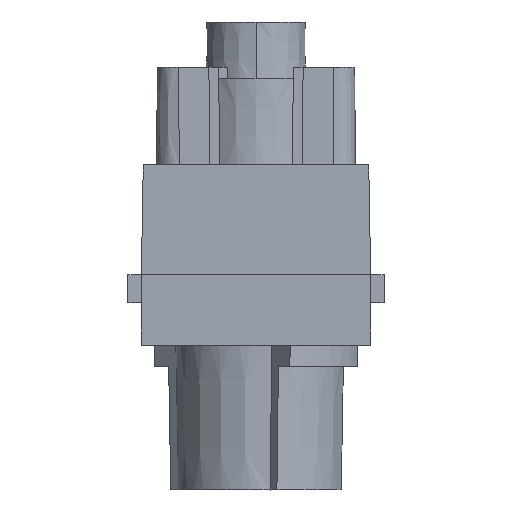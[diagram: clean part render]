
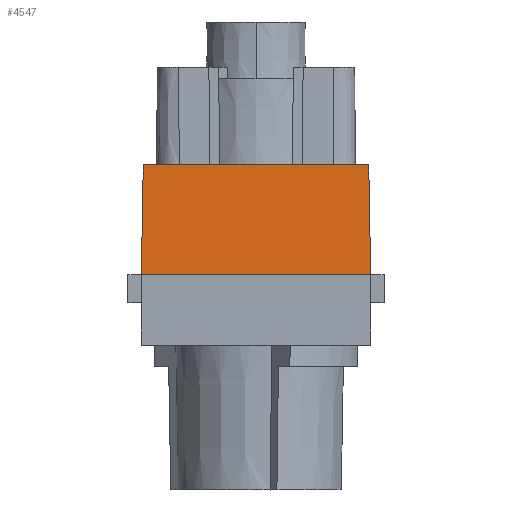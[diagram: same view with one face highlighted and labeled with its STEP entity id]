
A CAD part, left-side view. The second image highlights one B-rep face of the part: STEP entity #4547.
In plain terms, the highlighted planar face has unit normal (-1, 0, 0.018).
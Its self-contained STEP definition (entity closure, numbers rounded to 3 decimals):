
#4534=AXIS2_PLACEMENT_3D('Plane Axis2P3D',#4531,#4532,#4533) ;
#1105=CARTESIAN_POINT('Vertex',(0.253,31.822,42.95)) ;
#1108=CARTESIAN_POINT('Line Origine',(0.253,16.925,42.95)) ;
#1112=CARTESIAN_POINT('Vertex',(0.253,2.028,42.95)) ;
#4172=CARTESIAN_POINT('Vertex',(0.,32.075,28.45)) ;
#4179=CARTESIAN_POINT('Vertex',(0.,1.775,28.45)) ;
#4182=CARTESIAN_POINT('Line Origine',(0.,16.925,28.45)) ;
#4518=CARTESIAN_POINT('Line Origine',(0.127,1.902,35.7)) ;
#4531=CARTESIAN_POINT('Axis2P3D Location',(0.,57.465,28.45)) ;
#4536=CARTESIAN_POINT('Line Origine',(0.127,31.948,35.7)) ;
#1109=DIRECTION('Vector Direction',(0.,-1.,0.)) ;
#4183=DIRECTION('Vector Direction',(0.,-1.,0.)) ;
#4519=DIRECTION('Vector Direction',(0.017,0.017,1.)) ;
#4532=DIRECTION('Axis2P3D Direction',(1.,0.,-0.017)) ;
#4533=DIRECTION('Axis2P3D XDirection',(0.017,0.,1.)) ;
#4537=DIRECTION('Vector Direction',(0.017,-0.017,1.)) ;
#1110=VECTOR('Line Direction',#1109,1.) ;
#4184=VECTOR('Line Direction',#4183,1.) ;
#4520=VECTOR('Line Direction',#4519,1.) ;
#4538=VECTOR('Line Direction',#4537,1.) ;
#4542=ORIENTED_EDGE('',*,*,#1114,.F.) ;
#4543=ORIENTED_EDGE('',*,*,#4540,.F.) ;
#4544=ORIENTED_EDGE('',*,*,#4186,.T.) ;
#4545=ORIENTED_EDGE('',*,*,#4522,.T.) ;
#4547=ADVANCED_FACE('Hauptkoerper',(#4546),#4535,.F.) ;
#1114=EDGE_CURVE('',#1106,#1113,#1111,.T.) ;
#4186=EDGE_CURVE('',#4173,#4180,#4185,.T.) ;
#4522=EDGE_CURVE('',#4180,#1113,#4521,.T.) ;
#4540=EDGE_CURVE('',#4173,#1106,#4539,.T.) ;
#4541=EDGE_LOOP('',(#4542,#4543,#4544,#4545)) ;
#4546=FACE_OUTER_BOUND('',#4541,.T.) ;
#1111=LINE('Line',#1108,#1110) ;
#4185=LINE('Line',#4182,#4184) ;
#4521=LINE('Line',#4518,#4520) ;
#4539=LINE('Line',#4536,#4538) ;
#4535=PLANE('',#4534) ;
#1106=VERTEX_POINT('',#1105) ;
#1113=VERTEX_POINT('',#1112) ;
#4173=VERTEX_POINT('',#4172) ;
#4180=VERTEX_POINT('',#4179) ;
